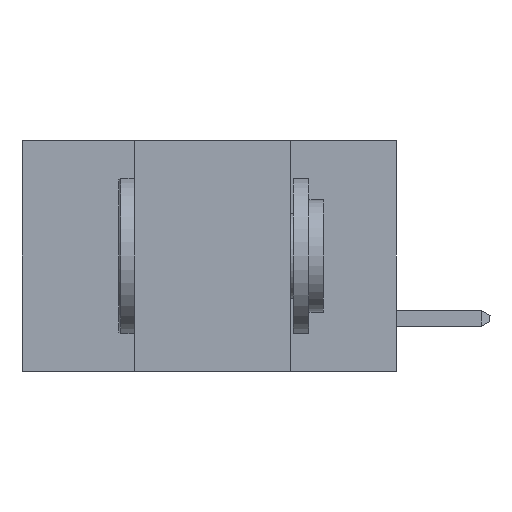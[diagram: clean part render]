
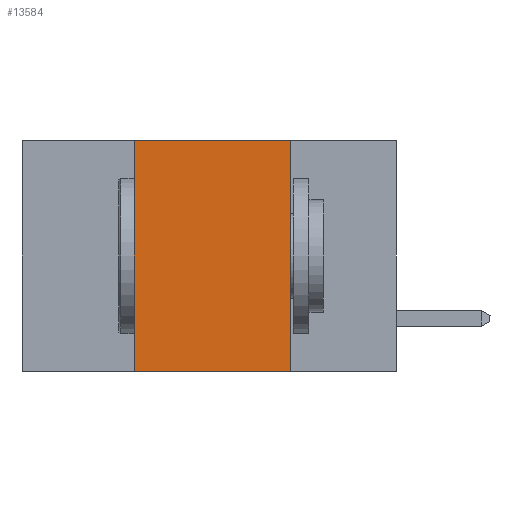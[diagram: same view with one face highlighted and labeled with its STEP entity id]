
A CAD part, left-side view. The second image highlights one B-rep face of the part: STEP entity #13584.
In plain terms, the highlighted planar face has unit normal (-1, 0, 0).
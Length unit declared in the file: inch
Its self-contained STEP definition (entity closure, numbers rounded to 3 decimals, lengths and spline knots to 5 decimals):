
#16 = VERTEX_POINT ( 'NONE', #14288 ) ;
#1930 = DIRECTION ( 'NONE',  ( 0., -1., 0. ) ) ;
#1940 = DIRECTION ( 'NONE',  ( 0., 0., -1. ) ) ;
#2798 = DIRECTION ( 'NONE',  ( 0., 0., -1. ) ) ;
#2977 = CARTESIAN_POINT ( 'NONE',  ( 0., 0.42, -0.37 ) ) ;
#3097 = ORIENTED_EDGE ( 'NONE', *, *, #8761, .T. ) ;
#3102 = CARTESIAN_POINT ( 'NONE',  ( 0., 0.17, 0. ) ) ;
#3180 = CARTESIAN_POINT ( 'NONE',  ( 0., 0.6, 0. ) ) ;
#3328 = ORIENTED_EDGE ( 'NONE', *, *, #5612, .F. ) ;
#3414 = AXIS2_PLACEMENT_3D ( 'NONE', #3180, #9345, #1940 ) ;
#3588 = CARTESIAN_POINT ( 'NONE',  ( 0., 0.42, 0. ) ) ;
#3710 = DIRECTION ( 'NONE',  ( 0., -1., 0. ) ) ;
#4031 = CARTESIAN_POINT ( 'NONE',  ( 0., 0.17, -0.37 ) ) ;
#4057 = LINE ( 'NONE', #2977, #14020 ) ;
#4253 = CARTESIAN_POINT ( 'NONE',  ( 0., 0.6, -0.37 ) ) ;
#5089 = VECTOR ( 'NONE', #3710, 39.37008 ) ;
#5365 = EDGE_LOOP ( 'NONE', ( #3328, #10657, #10450, #3097 ) ) ;
#5583 = LINE ( 'NONE', #4253, #7846 ) ;
#5612 = EDGE_CURVE ( 'NONE', #12408, #14703, #5667, .T. ) ;
#5667 = LINE ( 'NONE', #4031, #7059 ) ;
#6476 = EDGE_CURVE ( 'NONE', #16, #11621, #4057, .T. ) ;
#7059 = VECTOR ( 'NONE', #2798, 39.37008 ) ;
#7846 = VECTOR ( 'NONE', #1930, 39.37008 ) ;
#8645 = EDGE_CURVE ( 'NONE', #11621, #12408, #14406, .T. ) ;
#8761 = EDGE_CURVE ( 'NONE', #16, #14703, #5583, .T. ) ;
#9345 = DIRECTION ( 'NONE',  ( 1., 0., 0. ) ) ;
#10213 = CARTESIAN_POINT ( 'NONE',  ( 0., 0.17, -0.37 ) ) ;
#10450 = ORIENTED_EDGE ( 'NONE', *, *, #6476, .F. ) ;
#10520 = FACE_OUTER_BOUND ( 'NONE', #5365, .T. ) ;
#10657 = ORIENTED_EDGE ( 'NONE', *, *, #8645, .F. ) ;
#11621 = VERTEX_POINT ( 'NONE', #3588 ) ;
#12408 = VERTEX_POINT ( 'NONE', #3102 ) ;
#12620 = PLANE ( 'NONE',  #3414 ) ;
#13475 = CARTESIAN_POINT ( 'NONE',  ( 0., 0.6, 0. ) ) ;
#13584 = ADVANCED_FACE ( 'NONE', ( #10520 ), #12620, .F. ) ;
#13737 = DIRECTION ( 'NONE',  ( 0., 0., 1. ) ) ;
#14020 = VECTOR ( 'NONE', #13737, 39.37008 ) ;
#14288 = CARTESIAN_POINT ( 'NONE',  ( 0., 0.42, -0.37 ) ) ;
#14406 = LINE ( 'NONE', #13475, #5089 ) ;
#14703 = VERTEX_POINT ( 'NONE', #10213 ) ;
